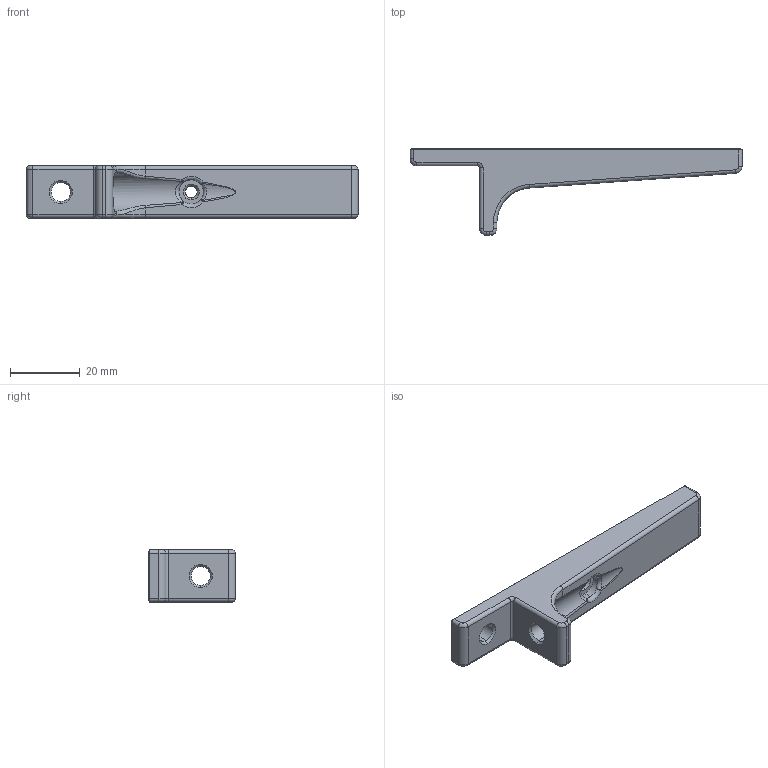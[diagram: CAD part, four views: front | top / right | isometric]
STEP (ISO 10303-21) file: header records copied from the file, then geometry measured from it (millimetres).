
FILE_DESCRIPTION (( 'STEP AP214' ), '1' );
FILE_NAME ('LRS-150-24 Mounting Bracket.STEP', '2023-10-17T20:18:57', ( '' ), ( '' ), 'SwSTEP 2.0', 'SolidWorks 2023', '' );
FILE_SCHEMA (( 'AUTOMOTIVE_DESIGN' ));
Length unit declared in the file: millimetre
Products named in the file (1): LRS-150-24 Mounting Bracket
Bounding box: 95.5 x 25 x 15 mm (x, y, z)
Volume: 12718.7 mm3; surface area: 5348 mm2
Topology: 1 solids, 1 shells, 90 faces, 202 edges, 114 vertices
Faces by surface type: cylinder 32, cone 16, plane 16, torus 12, bspline 10, sphere 4
Entity records: 3056 total; most frequent: CARTESIAN_POINT 1054, DIRECTION 443, ORIENTED_EDGE 404, EDGE_CURVE 202, AXIS2_PLACEMENT_3D 183, VERTEX_POINT 114, CIRCLE 102, EDGE_LOOP 96
